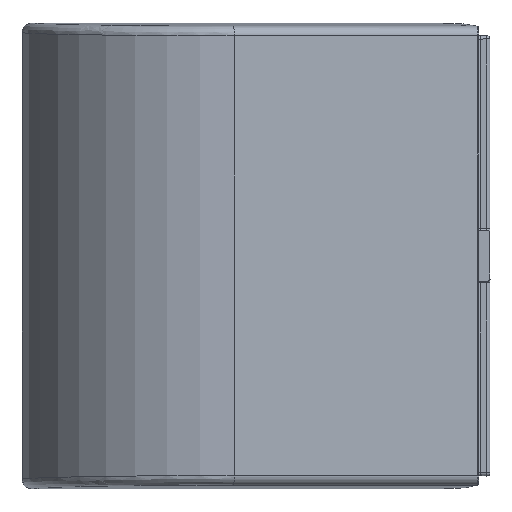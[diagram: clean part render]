
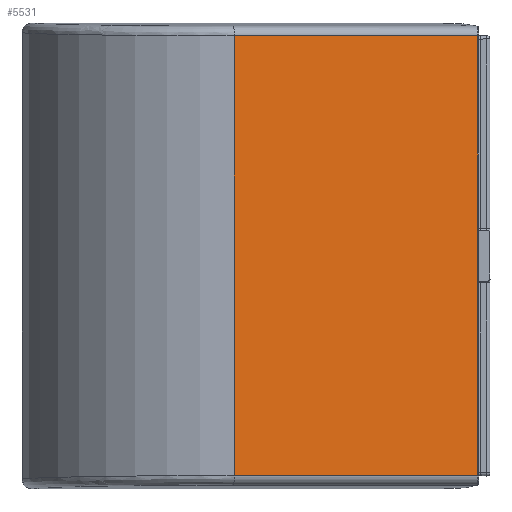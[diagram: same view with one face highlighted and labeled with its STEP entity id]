
A CAD part, top view. The second image highlights one B-rep face of the part: STEP entity #5531.
In plain terms, the highlighted face is planar.
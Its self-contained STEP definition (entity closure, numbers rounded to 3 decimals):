
#1766=CARTESIAN_POINT(' ',(-30.,-68.935,61.5));
#1771=DIRECTION(' ',(1.,0.,0.));
#1776=VECTOR(' ',#1771,1.);
#1781=LINE('',#1766,#1776);
#1786=CARTESIAN_POINT(' ',(-30.,-68.935,61.5));
#1787=VERTEX_POINT(' ',#1786);
#1791=CARTESIAN_POINT(' ',(46.7,-68.935,61.5));
#1792=VERTEX_POINT(' ',#1791);
#1796=EDGE_CURVE(' ',#1787,#1792,#1781,.T.);
#5391=DIRECTION(' ',(-0.,-0.,1.));
#5396=CARTESIAN_POINT(' ',(46.7,-68.935,61.5));
#5401=DIRECTION(' ',(0.,1.,0.));
#5406=AXIS2_PLACEMENT_3D(' ',#5396,#5391,#5401);
#5411=PLANE('',#5406);
#5416=CARTESIAN_POINT(' ',(46.7,68.935,61.5));
#5421=DIRECTION(' ',(0.,-1.,0.));
#5426=VECTOR(' ',#5421,1.);
#5431=LINE('',#5416,#5426);
#5436=CARTESIAN_POINT(' ',(46.7,68.935,61.5));
#5437=VERTEX_POINT(' ',#5436);
#5441=EDGE_CURVE(' ',#5437,#1792,#5431,.T.);
#5446=ORIENTED_EDGE(' ',*,*,#5441,.F.);
#5451=CARTESIAN_POINT(' ',(46.7,68.935,61.5));
#5456=DIRECTION(' ',(-1.,0.,0.));
#5461=VECTOR(' ',#5456,1.);
#5466=LINE('',#5451,#5461);
#5471=CARTESIAN_POINT(' ',(-30.,68.935,61.5));
#5472=VERTEX_POINT(' ',#5471);
#5476=EDGE_CURVE(' ',#5437,#5472,#5466,.T.);
#5481=ORIENTED_EDGE(' ',*,*,#5476,.T.);
#5486=CARTESIAN_POINT(' ',(-30.,-68.935,61.5));
#5491=DIRECTION(' ',(0.,1.,0.));
#5496=VECTOR(' ',#5491,1.);
#5501=LINE('',#5486,#5496);
#5506=EDGE_CURVE(' ',#1787,#5472,#5501,.T.);
#5511=ORIENTED_EDGE(' ',*,*,#5506,.F.);
#5516=ORIENTED_EDGE(' ',*,*,#1796,.T.);
#5521=EDGE_LOOP(' ',(#5446,#5481,#5511,#5516));
#5526=FACE_OUTER_BOUND(' ',#5521,.T.);
#5531=ADVANCED_FACE('',(#5526),#5411,.T.);
